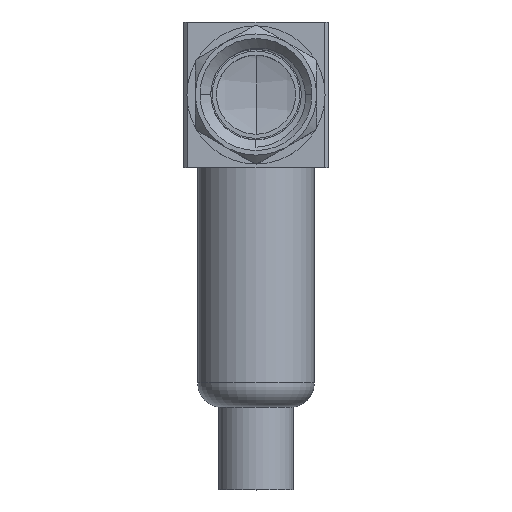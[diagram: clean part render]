
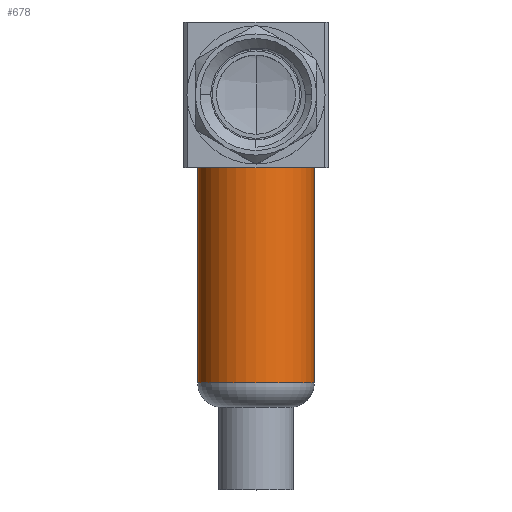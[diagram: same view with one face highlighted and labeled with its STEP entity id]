
A CAD part, top view. The second image highlights one B-rep face of the part: STEP entity #678.
In plain terms, the highlighted cylindrical face has radius 1.9 mm (diameter 3.8 mm), a partial arc.
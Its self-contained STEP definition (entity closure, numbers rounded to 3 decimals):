
#31 = CARTESIAN_POINT ( 'NONE',  ( -46.533, -0.096, 19.037 ) ) ;
#36 = VERTEX_POINT ( 'NONE', #1875 ) ;
#69 = DIRECTION ( 'NONE',  ( 0., 1., 0. ) ) ;
#90 = LINE ( 'NONE', #938, #1833 ) ;
#99 = EDGE_CURVE ( 'NONE', #174, #36, #1890, .T. ) ;
#174 = VERTEX_POINT ( 'NONE', #31 ) ;
#210 = CARTESIAN_POINT ( 'NONE',  ( -46.533, -0.096, 19.037 ) ) ;
#299 = VERTEX_POINT ( 'NONE', #2403 ) ;
#339 = ORIENTED_EDGE ( 'NONE', *, *, #1983, .F. ) ;
#486 = DIRECTION ( 'NONE',  ( -1., 0., 0. ) ) ;
#678 = ADVANCED_FACE ( 'NONE', ( #708 ), #1956, .T. ) ;
#708 = FACE_OUTER_BOUND ( 'NONE', #1006, .T. ) ;
#725 = CARTESIAN_POINT ( 'NONE',  ( -48.433, -0.096, 19.037 ) ) ;
#829 = DIRECTION ( 'NONE',  ( 0., -1., 0. ) ) ;
#938 = CARTESIAN_POINT ( 'NONE',  ( -50.333, -0.096, 19.037 ) ) ;
#1006 = EDGE_LOOP ( 'NONE', ( #1742, #339, #1599, #1337 ) ) ;
#1180 = CARTESIAN_POINT ( 'NONE',  ( -48.433, -0.096, 19.037 ) ) ;
#1287 = CARTESIAN_POINT ( 'NONE',  ( -50.333, -7.105, 19.037 ) ) ;
#1337 = ORIENTED_EDGE ( 'NONE', *, *, #2241, .T. ) ;
#1429 = AXIS2_PLACEMENT_3D ( 'NONE', #725, #1749, #2398 ) ;
#1469 = CIRCLE ( 'NONE', #1836, 1.9 ) ;
#1599 = ORIENTED_EDGE ( 'NONE', *, *, #1628, .T. ) ;
#1609 = AXIS2_PLACEMENT_3D ( 'NONE', #1180, #1978, #2008 ) ;
#1628 = EDGE_CURVE ( 'NONE', #299, #2437, #90, .T. ) ;
#1742 = ORIENTED_EDGE ( 'NONE', *, *, #99, .F. ) ;
#1749 = DIRECTION ( 'NONE',  ( 0., -1., 0. ) ) ;
#1819 = DIRECTION ( 'NONE',  ( 0., -1., 0. ) ) ;
#1833 = VECTOR ( 'NONE', #1819, 1000. ) ;
#1836 = AXIS2_PLACEMENT_3D ( 'NONE', #2637, #69, #486 ) ;
#1875 = CARTESIAN_POINT ( 'NONE',  ( -46.533, -7.105, 19.037 ) ) ;
#1890 = LINE ( 'NONE', #210, #2005 ) ;
#1956 = CYLINDRICAL_SURFACE ( 'NONE', #1429, 1.9 ) ;
#1978 = DIRECTION ( 'NONE',  ( 0., 1., 0. ) ) ;
#1983 = EDGE_CURVE ( 'NONE', #299, #174, #2054, .T. ) ;
#2005 = VECTOR ( 'NONE', #829, 1000. ) ;
#2008 = DIRECTION ( 'NONE',  ( 1., 0., 0. ) ) ;
#2054 = CIRCLE ( 'NONE', #1609, 1.9 ) ;
#2241 = EDGE_CURVE ( 'NONE', #2437, #36, #1469, .T. ) ;
#2398 = DIRECTION ( 'NONE',  ( -1., 0., 0. ) ) ;
#2403 = CARTESIAN_POINT ( 'NONE',  ( -50.333, -0.096, 19.037 ) ) ;
#2437 = VERTEX_POINT ( 'NONE', #1287 ) ;
#2637 = CARTESIAN_POINT ( 'NONE',  ( -48.433, -7.105, 19.037 ) ) ;
